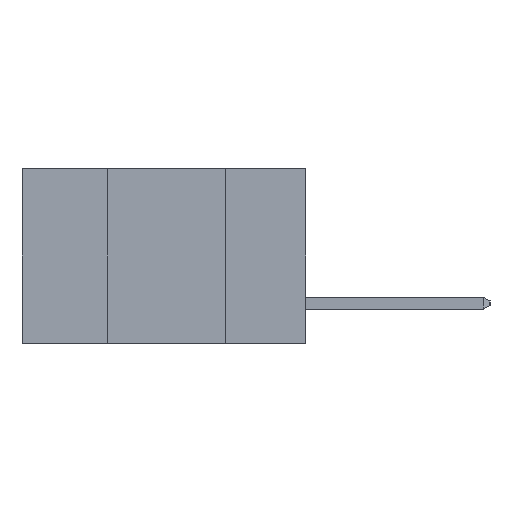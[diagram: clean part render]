
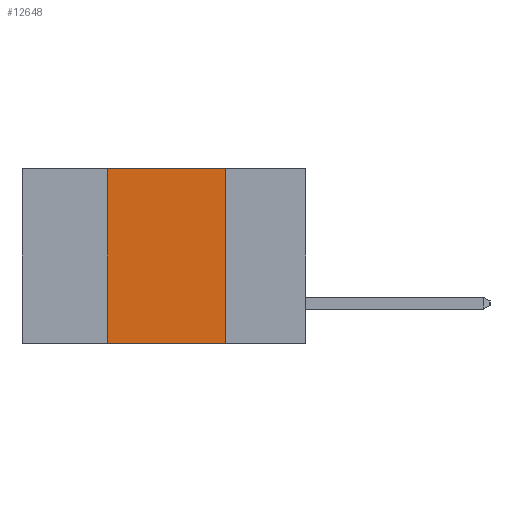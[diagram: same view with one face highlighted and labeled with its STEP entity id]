
A CAD part, left-side view. The second image highlights one B-rep face of the part: STEP entity #12648.
In plain terms, the highlighted planar face has unit normal (-1, 0, 0).
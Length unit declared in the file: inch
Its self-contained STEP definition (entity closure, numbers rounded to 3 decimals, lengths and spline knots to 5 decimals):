
#364 = EDGE_CURVE ( 'NONE', #3329, #13264, #8357, .T. ) ;
#554 = DIRECTION ( 'NONE',  ( 1., 0., 0. ) ) ;
#1338 = LINE ( 'NONE', #8784, #4478 ) ;
#2355 = FACE_OUTER_BOUND ( 'NONE', #13595, .T. ) ;
#2626 = LINE ( 'NONE', #11791, #15611 ) ;
#2732 = DIRECTION ( 'NONE',  ( 0., 0., -1. ) ) ;
#3329 = VERTEX_POINT ( 'NONE', #11020 ) ;
#3652 = VECTOR ( 'NONE', #11752, 39.37008 ) ;
#4340 = CARTESIAN_POINT ( 'NONE',  ( 0., 0.42, -0.37 ) ) ;
#4478 = VECTOR ( 'NONE', #9998, 39.37008 ) ;
#4607 = ORIENTED_EDGE ( 'NONE', *, *, #8338, .F. ) ;
#4648 = ORIENTED_EDGE ( 'NONE', *, *, #364, .F. ) ;
#4712 = LINE ( 'NONE', #11608, #5131 ) ;
#4727 = ORIENTED_EDGE ( 'NONE', *, *, #11052, .F. ) ;
#4760 = ORIENTED_EDGE ( 'NONE', *, *, #7784, .T. ) ;
#5131 = VECTOR ( 'NONE', #2732, 39.37008 ) ;
#5363 = CARTESIAN_POINT ( 'NONE',  ( 0., 0.17, -0.37 ) ) ;
#6882 = DIRECTION ( 'NONE',  ( 0., -1., 0. ) ) ;
#7784 = EDGE_CURVE ( 'NONE', #15255, #11840, #2626, .T. ) ;
#8338 = EDGE_CURVE ( 'NONE', #13264, #11840, #4712, .T. ) ;
#8357 = LINE ( 'NONE', #11829, #3652 ) ;
#8784 = CARTESIAN_POINT ( 'NONE',  ( 0., 0.42, -0.37 ) ) ;
#9645 = DIRECTION ( 'NONE',  ( 0., 0., -1. ) ) ;
#9998 = DIRECTION ( 'NONE',  ( 0., 0., 1. ) ) ;
#10696 = CARTESIAN_POINT ( 'NONE',  ( 0., 0.17, 0. ) ) ;
#11020 = CARTESIAN_POINT ( 'NONE',  ( 0., 0.42, 0. ) ) ;
#11052 = EDGE_CURVE ( 'NONE', #15255, #3329, #1338, .T. ) ;
#11608 = CARTESIAN_POINT ( 'NONE',  ( 0., 0.17, -0.37 ) ) ;
#11752 = DIRECTION ( 'NONE',  ( 0., -1., 0. ) ) ;
#11791 = CARTESIAN_POINT ( 'NONE',  ( 0., 0.6, -0.37 ) ) ;
#11829 = CARTESIAN_POINT ( 'NONE',  ( 0., 0.6, 0. ) ) ;
#11840 = VERTEX_POINT ( 'NONE', #5363 ) ;
#12648 = ADVANCED_FACE ( 'NONE', ( #2355 ), #14539, .F. ) ;
#13264 = VERTEX_POINT ( 'NONE', #10696 ) ;
#13595 = EDGE_LOOP ( 'NONE', ( #4607, #4648, #4727, #4760 ) ) ;
#14539 = PLANE ( 'NONE',  #15588 ) ;
#15255 = VERTEX_POINT ( 'NONE', #4340 ) ;
#15588 = AXIS2_PLACEMENT_3D ( 'NONE', #15692, #554, #9645 ) ;
#15611 = VECTOR ( 'NONE', #6882, 39.37008 ) ;
#15692 = CARTESIAN_POINT ( 'NONE',  ( 0., 0.6, 0. ) ) ;
